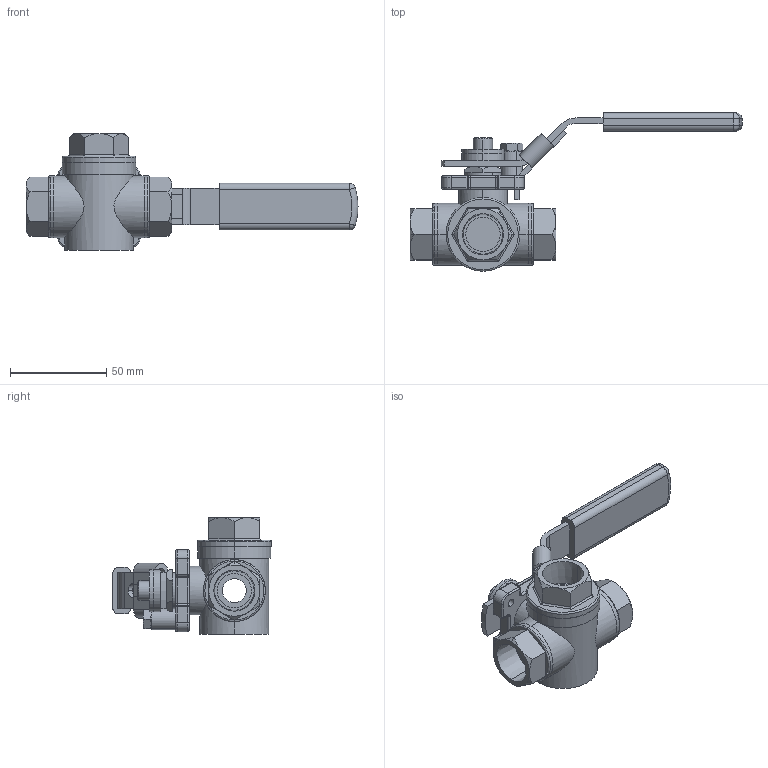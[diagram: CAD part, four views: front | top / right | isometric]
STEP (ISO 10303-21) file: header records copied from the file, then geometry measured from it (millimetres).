
FILE_DESCRIPTION (( 'STEP AP214' ), '1' );
FILE_NAME ('38-TH-0050-XXX.step', '2019-12-06T20:52:00', ( '' ), ( '' ), 'SwSTEP 2.0', 'SolidWorks 2019', '' );
FILE_SCHEMA (( 'AUTOMOTIVE_DESIGN' ));
Length unit declared in the file: inch
Products named in the file (2): 38-TH-0050-XXX
Bounding box: 172.13 x 82.16 x 60.5 mm (x, y, z)
Surface area: 36171.8 mm2 (no closed solid volume)
Topology: 0 solids, 13 shells, 353 faces, 899 edges, 539 vertices
Faces by surface type: plane 129, cylinder 127, cone 45, torus 32, sphere 20
Entity records: 15612 total; most frequent: CARTESIAN_POINT 2602, DIRECTION 1859, ORIENTED_EDGE 1618, EDGE_CURVE 877, AXIS2_PLACEMENT_3D 736, VERTEX_POINT 539, VECTOR 387, LINE 387
